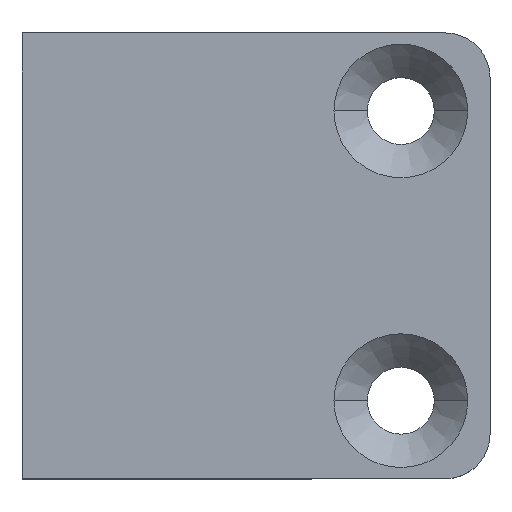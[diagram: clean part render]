
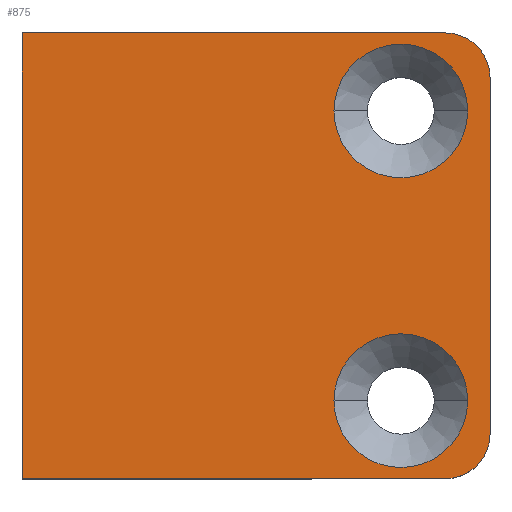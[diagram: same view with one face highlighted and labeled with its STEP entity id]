
A CAD part, top view. The second image highlights one B-rep face of the part: STEP entity #875.
In plain terms, the highlighted planar face has unit normal (0, 0, 1).
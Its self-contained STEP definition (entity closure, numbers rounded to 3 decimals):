
#3 = CARTESIAN_POINT ( 'NONE',  ( 21., 2., 0. ) ) ;
#6 = CIRCLE ( 'NONE', #449, 2. ) ;
#9 = VERTEX_POINT ( 'NONE', #74 ) ;
#16 = EDGE_CURVE ( 'NONE', #341, #885, #578, .T. ) ;
#19 = AXIS2_PLACEMENT_3D ( 'NONE', #244, #25, #117 ) ;
#25 = DIRECTION ( 'NONE',  ( 0., 0., 1. ) ) ;
#38 = CARTESIAN_POINT ( 'NONE',  ( 19., 0., 0. ) ) ;
#49 = DIRECTION ( 'NONE',  ( 1., 0., 0. ) ) ;
#52 = PLANE ( 'NONE',  #534 ) ;
#57 = DIRECTION ( 'NONE',  ( -1., 0., 0. ) ) ;
#69 = EDGE_CURVE ( 'NONE', #492, #382, #184, .T. ) ;
#74 = CARTESIAN_POINT ( 'NONE',  ( 14., 16.5, 0. ) ) ;
#78 = VECTOR ( 'NONE', #57, 1000. ) ;
#111 = VERTEX_POINT ( 'NONE', #457 ) ;
#117 = DIRECTION ( 'NONE',  ( 1., 0., 0. ) ) ;
#129 = CARTESIAN_POINT ( 'NONE',  ( 0., 0., 0. ) ) ;
#138 = EDGE_CURVE ( 'NONE', #555, #759, #6, .T. ) ;
#164 = ORIENTED_EDGE ( 'NONE', *, *, #769, .F. ) ;
#170 = LINE ( 'NONE', #326, #633 ) ;
#177 = ORIENTED_EDGE ( 'NONE', *, *, #709, .F. ) ;
#184 = CIRCLE ( 'NONE', #611, 2. ) ;
#196 = ORIENTED_EDGE ( 'NONE', *, *, #958, .F. ) ;
#244 = CARTESIAN_POINT ( 'NONE',  ( 17., 16.5, 0. ) ) ;
#267 = DIRECTION ( 'NONE',  ( -1., 0., 0. ) ) ;
#269 = CARTESIAN_POINT ( 'NONE',  ( 0., 0., 0. ) ) ;
#273 = CARTESIAN_POINT ( 'NONE',  ( 0., 20., 0. ) ) ;
#287 = EDGE_LOOP ( 'NONE', ( #362, #601, #592, #164, #713, #310 ) ) ;
#304 = DIRECTION ( 'NONE',  ( 0., 0., -1. ) ) ;
#307 = DIRECTION ( 'NONE',  ( -1., 0., 0. ) ) ;
#310 = ORIENTED_EDGE ( 'NONE', *, *, #853, .F. ) ;
#326 = CARTESIAN_POINT ( 'NONE',  ( 0., 20., 0. ) ) ;
#336 = ORIENTED_EDGE ( 'NONE', *, *, #696, .F. ) ;
#341 = VERTEX_POINT ( 'NONE', #129 ) ;
#359 = CARTESIAN_POINT ( 'NONE',  ( 14., 3.5, 0. ) ) ;
#361 = EDGE_LOOP ( 'NONE', ( #336, #196 ) ) ;
#362 = ORIENTED_EDGE ( 'NONE', *, *, #138, .F. ) ;
#382 = VERTEX_POINT ( 'NONE', #593 ) ;
#390 = FACE_BOUND ( 'NONE', #361, .T. ) ;
#417 = LINE ( 'NONE', #609, #905 ) ;
#434 = DIRECTION ( 'NONE',  ( 1., 0., 0. ) ) ;
#447 = FACE_OUTER_BOUND ( 'NONE', #287, .T. ) ;
#449 = AXIS2_PLACEMENT_3D ( 'NONE', #454, #900, #307 ) ;
#454 = CARTESIAN_POINT ( 'NONE',  ( 19., 2., 0. ) ) ;
#455 = DIRECTION ( 'NONE',  ( 0., -1., 0. ) ) ;
#457 = CARTESIAN_POINT ( 'NONE',  ( 20., 3.5, 0. ) ) ;
#479 = DIRECTION ( 'NONE',  ( 0., 0., 1. ) ) ;
#492 = VERTEX_POINT ( 'NONE', #878 ) ;
#513 = VERTEX_POINT ( 'NONE', #669 ) ;
#534 = AXIS2_PLACEMENT_3D ( 'NONE', #273, #634, #267 ) ;
#539 = CIRCLE ( 'NONE', #645, 3. ) ;
#552 = AXIS2_PLACEMENT_3D ( 'NONE', #565, #936, #49 ) ;
#555 = VERTEX_POINT ( 'NONE', #3 ) ;
#559 = DIRECTION ( 'NONE',  ( 1., 0., 0. ) ) ;
#565 = CARTESIAN_POINT ( 'NONE',  ( 17., 16.5, 0. ) ) ;
#578 = LINE ( 'NONE', #811, #943 ) ;
#592 = ORIENTED_EDGE ( 'NONE', *, *, #69, .F. ) ;
#593 = CARTESIAN_POINT ( 'NONE',  ( 21., 18., 0. ) ) ;
#601 = ORIENTED_EDGE ( 'NONE', *, *, #644, .F. ) ;
#609 = CARTESIAN_POINT ( 'NONE',  ( 21., 20., 0. ) ) ;
#611 = AXIS2_PLACEMENT_3D ( 'NONE', #756, #304, #896 ) ;
#633 = VECTOR ( 'NONE', #559, 1000. ) ;
#634 = DIRECTION ( 'NONE',  ( 0., 0., -1. ) ) ;
#638 = CARTESIAN_POINT ( 'NONE',  ( 0., 20., 0. ) ) ;
#644 = EDGE_CURVE ( 'NONE', #382, #555, #417, .T. ) ;
#645 = AXIS2_PLACEMENT_3D ( 'NONE', #757, #479, #911 ) ;
#669 = CARTESIAN_POINT ( 'NONE',  ( 20., 16.5, 0. ) ) ;
#674 = CIRCLE ( 'NONE', #552, 3. ) ;
#696 = EDGE_CURVE ( 'NONE', #111, #959, #539, .T. ) ;
#703 = EDGE_LOOP ( 'NONE', ( #177, #922 ) ) ;
#709 = EDGE_CURVE ( 'NONE', #513, #9, #731, .T. ) ;
#713 = ORIENTED_EDGE ( 'NONE', *, *, #16, .F. ) ;
#727 = AXIS2_PLACEMENT_3D ( 'NONE', #950, #864, #434 ) ;
#731 = CIRCLE ( 'NONE', #19, 3. ) ;
#750 = CIRCLE ( 'NONE', #727, 3. ) ;
#756 = CARTESIAN_POINT ( 'NONE',  ( 19., 18., 0. ) ) ;
#757 = CARTESIAN_POINT ( 'NONE',  ( 17., 3.5, 0. ) ) ;
#759 = VERTEX_POINT ( 'NONE', #38 ) ;
#769 = EDGE_CURVE ( 'NONE', #885, #492, #170, .T. ) ;
#805 = EDGE_CURVE ( 'NONE', #9, #513, #674, .T. ) ;
#811 = CARTESIAN_POINT ( 'NONE',  ( 0., 20., 0. ) ) ;
#830 = FACE_BOUND ( 'NONE', #703, .T. ) ;
#853 = EDGE_CURVE ( 'NONE', #759, #341, #903, .T. ) ;
#864 = DIRECTION ( 'NONE',  ( 0., 0., 1. ) ) ;
#875 = ADVANCED_FACE ( 'NONE', ( #447, #830, #390 ), #52, .F. ) ;
#878 = CARTESIAN_POINT ( 'NONE',  ( 19., 20., 0. ) ) ;
#885 = VERTEX_POINT ( 'NONE', #638 ) ;
#896 = DIRECTION ( 'NONE',  ( 1., 0., 0. ) ) ;
#900 = DIRECTION ( 'NONE',  ( 0., 0., -1. ) ) ;
#903 = LINE ( 'NONE', #269, #78 ) ;
#905 = VECTOR ( 'NONE', #455, 1000. ) ;
#911 = DIRECTION ( 'NONE',  ( 1., 0., 0. ) ) ;
#922 = ORIENTED_EDGE ( 'NONE', *, *, #805, .F. ) ;
#936 = DIRECTION ( 'NONE',  ( 0., 0., 1. ) ) ;
#943 = VECTOR ( 'NONE', #951, 1000. ) ;
#950 = CARTESIAN_POINT ( 'NONE',  ( 17., 3.5, 0. ) ) ;
#951 = DIRECTION ( 'NONE',  ( 0., 1., 0. ) ) ;
#958 = EDGE_CURVE ( 'NONE', #959, #111, #750, .T. ) ;
#959 = VERTEX_POINT ( 'NONE', #359 ) ;
